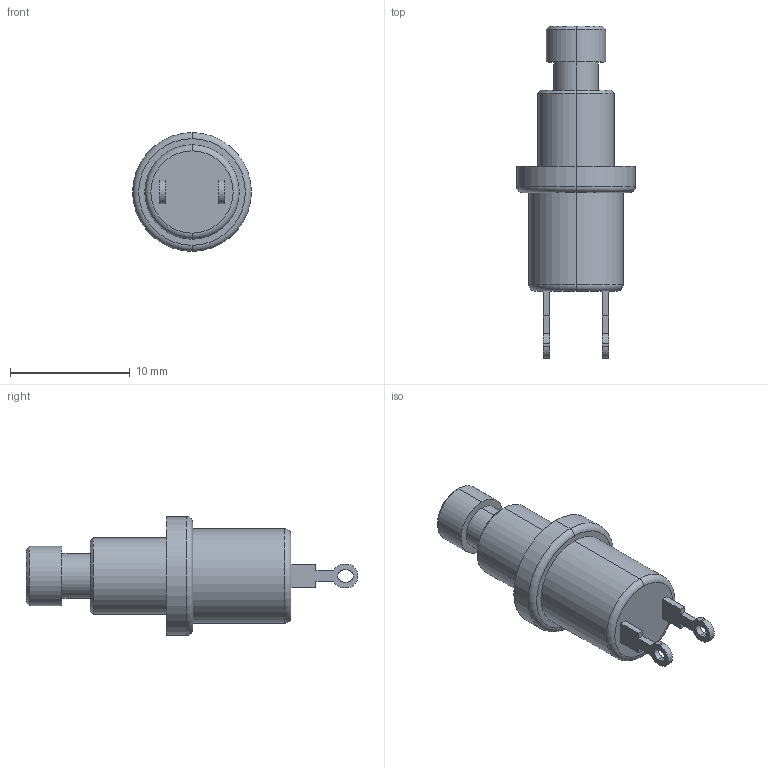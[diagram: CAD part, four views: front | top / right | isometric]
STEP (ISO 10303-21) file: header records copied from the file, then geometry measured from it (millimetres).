
FILE_DESCRIPTION (( 'STEP AP214' ), '1' );
FILE_NAME ('47B706E3-CBED-4FD6-93FB-C5E2E573CFBE.STEP', '2008-07-17T15:39:00', ( 'Solidworks' ), ( 'Solidworks' ), 'SwSTEP 2.0', 'SolidWorks 2008', '' );
FILE_SCHEMA (( 'AUTOMOTIVE_DESIGN' ));
Length unit declared in the file: inch
Products named in the file (1): 47B706E3-CBED-4FD6-93FB-C5E2E573CFBE
Bounding box: 9.91 x 27.69 x 9.91 mm (x, y, z)
Volume: 856 mm3; surface area: 672 mm2
Topology: 1 solids, 1 shells, 58 faces, 142 edges, 92 vertices
Faces by surface type: plane 30, cylinder 20, cone 4, torus 4
Entity records: 1918 total; most frequent: DIRECTION 312, CARTESIAN_POINT 293, ORIENTED_EDGE 284, EDGE_CURVE 142, AXIS2_PLACEMENT_3D 111, VERTEX_POINT 92, LINE 90, VECTOR 90
